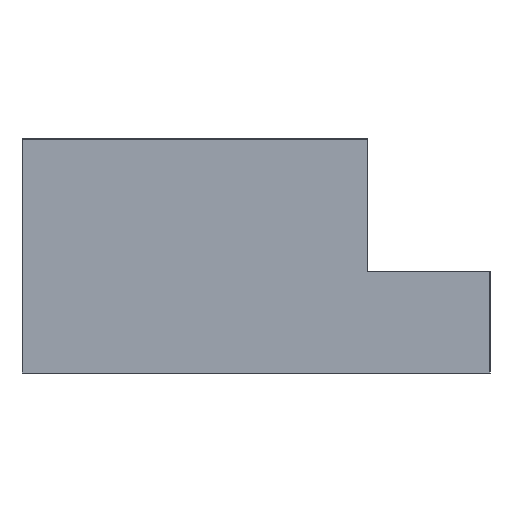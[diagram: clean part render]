
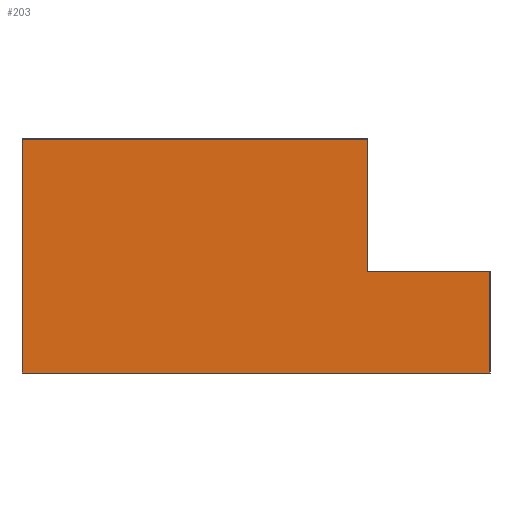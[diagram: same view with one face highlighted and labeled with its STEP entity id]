
A CAD part, left-side view. The second image highlights one B-rep face of the part: STEP entity #203.
In plain terms, the highlighted planar face has unit normal (-1, 0, 0).
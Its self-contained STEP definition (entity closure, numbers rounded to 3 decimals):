
#22 = VERTEX_POINT('',#23);
#23 = CARTESIAN_POINT('',(-107.58,-4.6,-1.3));
#40 = VERTEX_POINT('',#41);
#41 = CARTESIAN_POINT('',(-107.58,-4.6,-2.3));
#47 = EDGE_CURVE('',#22,#40,#48,.T.);
#48 = LINE('',#49,#50);
#49 = CARTESIAN_POINT('',(-107.58,-4.6,-1.3));
#50 = VECTOR('',#51,1.);
#51 = DIRECTION('',(0.,0.,-1.));
#71 = VERTEX_POINT('',#72);
#72 = CARTESIAN_POINT('',(-107.58,0.,-2.3));
#78 = EDGE_CURVE('',#40,#71,#79,.T.);
#79 = LINE('',#80,#81);
#80 = CARTESIAN_POINT('',(-107.58,-4.6,-2.3));
#81 = VECTOR('',#82,1.);
#82 = DIRECTION('',(0.,1.,0.));
#102 = VERTEX_POINT('',#103);
#103 = CARTESIAN_POINT('',(-107.58,0.,
    0.));
#109 = EDGE_CURVE('',#71,#102,#110,.T.);
#110 = LINE('',#111,#112);
#111 = CARTESIAN_POINT('',(-107.58,0.,-2.3));
#112 = VECTOR('',#113,1.);
#113 = DIRECTION('',(0.,0.,1.));
#133 = VERTEX_POINT('',#134);
#134 = CARTESIAN_POINT('',(-107.58,-3.4,0.));
#140 = EDGE_CURVE('',#102,#133,#141,.T.);
#141 = LINE('',#142,#143);
#142 = CARTESIAN_POINT('',(-107.58,0.,
    0.));
#143 = VECTOR('',#144,1.);
#144 = DIRECTION('',(0.,-1.,0.));
#164 = VERTEX_POINT('',#165);
#165 = CARTESIAN_POINT('',(-107.58,-3.4,-1.3));
#171 = EDGE_CURVE('',#133,#164,#172,.T.);
#172 = LINE('',#173,#174);
#173 = CARTESIAN_POINT('',(-107.58,-3.4,0.));
#174 = VECTOR('',#175,1.);
#175 = DIRECTION('',(0.,0.,-1.));
#193 = EDGE_CURVE('',#164,#22,#194,.T.);
#194 = LINE('',#195,#196);
#195 = CARTESIAN_POINT('',(-107.58,-3.4,-1.3));
#196 = VECTOR('',#197,1.);
#197 = DIRECTION('',(0.,-1.,0.));
#203 = ADVANCED_FACE('',(#204),#212,.F.);
#204 = FACE_BOUND('',#205,.F.);
#205 = EDGE_LOOP('',(#206,#207,#208,#209,#210,#211));
#206 = ORIENTED_EDGE('',*,*,#47,.T.);
#207 = ORIENTED_EDGE('',*,*,#78,.T.);
#208 = ORIENTED_EDGE('',*,*,#109,.T.);
#209 = ORIENTED_EDGE('',*,*,#140,.T.);
#210 = ORIENTED_EDGE('',*,*,#171,.T.);
#211 = ORIENTED_EDGE('',*,*,#193,.T.);
#212 = PLANE('',#213);
#213 = AXIS2_PLACEMENT_3D('',#214,#215,#216);
#214 = CARTESIAN_POINT('',(-107.58,-2.187,-1.263));
#215 = DIRECTION('',(1.,0.,0.));
#216 = DIRECTION('',(0.,0.,1.));
